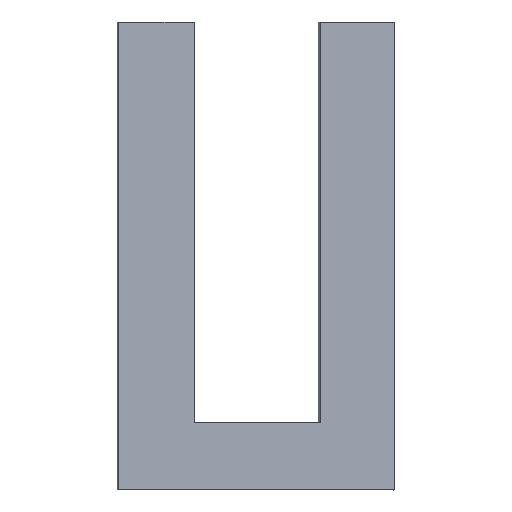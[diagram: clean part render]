
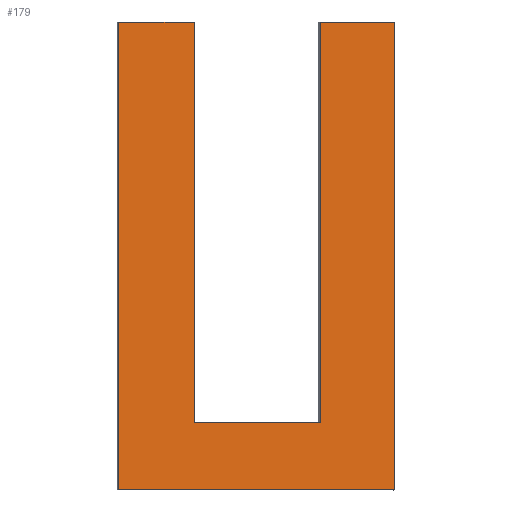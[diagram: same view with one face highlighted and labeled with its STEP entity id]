
A CAD part, top view. The second image highlights one B-rep face of the part: STEP entity #179.
In plain terms, the highlighted planar face has unit normal (0.116, 0, 0.993).
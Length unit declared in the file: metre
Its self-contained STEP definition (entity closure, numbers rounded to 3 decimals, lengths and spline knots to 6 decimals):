
#20=ORIENTED_EDGE('',*,*,#68,.T.);
#21=ORIENTED_EDGE('',*,*,#69,.T.);
#22=ORIENTED_EDGE('',*,*,#70,.T.);
#23=ORIENTED_EDGE('',*,*,#71,.T.);
#24=ORIENTED_EDGE('',*,*,#72,.T.);
#25=ORIENTED_EDGE('',*,*,#73,.T.);
#26=ORIENTED_EDGE('',*,*,#74,.T.);
#27=ORIENTED_EDGE('',*,*,#75,.T.);
#68=EDGE_CURVE('',#92,#93,#108,.T.);
#69=EDGE_CURVE('',#93,#94,#109,.T.);
#70=EDGE_CURVE('',#94,#95,#110,.T.);
#71=EDGE_CURVE('',#95,#96,#111,.T.);
#72=EDGE_CURVE('',#96,#97,#112,.T.);
#73=EDGE_CURVE('',#97,#98,#113,.T.);
#74=EDGE_CURVE('',#98,#99,#114,.T.);
#75=EDGE_CURVE('',#99,#92,#115,.T.);
#92=VERTEX_POINT('',#277);
#93=VERTEX_POINT('',#278);
#94=VERTEX_POINT('',#280);
#95=VERTEX_POINT('',#282);
#96=VERTEX_POINT('',#284);
#97=VERTEX_POINT('',#286);
#98=VERTEX_POINT('',#288);
#99=VERTEX_POINT('',#290);
#108=LINE('',#276,#132);
#109=LINE('',#279,#133);
#110=LINE('',#281,#134);
#111=LINE('',#283,#135);
#112=LINE('',#285,#136);
#113=LINE('',#287,#137);
#114=LINE('',#289,#138);
#115=LINE('',#291,#139);
#132=VECTOR('',#225,1.);
#133=VECTOR('',#226,1.);
#134=VECTOR('',#227,1.);
#135=VECTOR('',#228,1.);
#136=VECTOR('',#229,1.);
#137=VECTOR('',#230,1.);
#138=VECTOR('',#231,1.);
#139=VECTOR('',#232,1.);
#149=EDGE_LOOP('',(#20,#21,#22,#23,#24,#25,#26,#27));
#159=FACE_BOUND('',#149,.T.);
#169=PLANE('',#202);
#179=ADVANCED_FACE('',(#159),#169,.T.);
#202=AXIS2_PLACEMENT_3D('',#275,#223,#224);
#223=DIRECTION('',(0.116,0.,0.993));
#224=DIRECTION('',(0.993,0.,-0.116));
#225=DIRECTION('',(-0.993,0.,0.116));
#226=DIRECTION('',(0.,1.,0.));
#227=DIRECTION('',(-0.993,0.,0.116));
#228=DIRECTION('',(0.,-1.,0.));
#229=DIRECTION('',(0.993,0.,-0.116));
#230=DIRECTION('',(0.,1.,0.));
#231=DIRECTION('',(-0.993,0.,0.116));
#232=DIRECTION('',(0.,-1.,0.));
#275=CARTESIAN_POINT('',(-0.195252,0.325877,0.032017));
#276=CARTESIAN_POINT('',(-0.268056,0.255919,0.040493));
#277=CARTESIAN_POINT('',(-0.26631,0.255919,0.040289));
#278=CARTESIAN_POINT('',(-0.269803,0.255919,0.040696));
#279=CARTESIAN_POINT('',(-0.269803,0.26148,0.040696));
#280=CARTESIAN_POINT('',(-0.269803,0.267041,0.040696));
#281=CARTESIAN_POINT('',(-0.27085,0.267041,0.040818));
#282=CARTESIAN_POINT('',(-0.271897,0.267041,0.04094));
#283=CARTESIAN_POINT('',(-0.271897,0.260548,0.04094));
#284=CARTESIAN_POINT('',(-0.271897,0.254054,0.04094));
#285=CARTESIAN_POINT('',(-0.268064,0.254054,0.040493));
#286=CARTESIAN_POINT('',(-0.264231,0.254054,0.040047));
#287=CARTESIAN_POINT('',(-0.264231,0.260548,0.040047));
#288=CARTESIAN_POINT('',(-0.264231,0.267041,0.040047));
#289=CARTESIAN_POINT('',(-0.26527,0.267041,0.040168));
#290=CARTESIAN_POINT('',(-0.26631,0.267041,0.040289));
#291=CARTESIAN_POINT('',(-0.26631,0.26148,0.040289));
